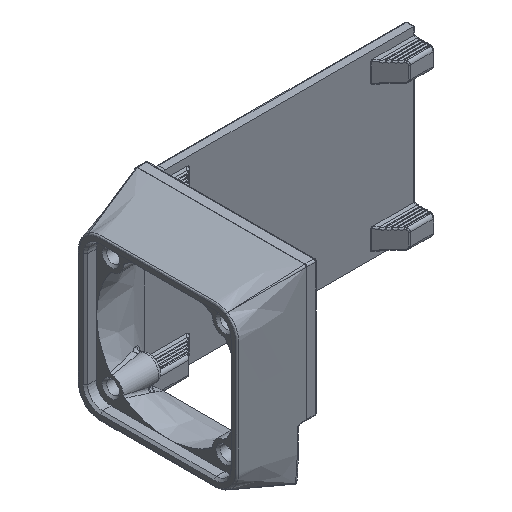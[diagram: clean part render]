
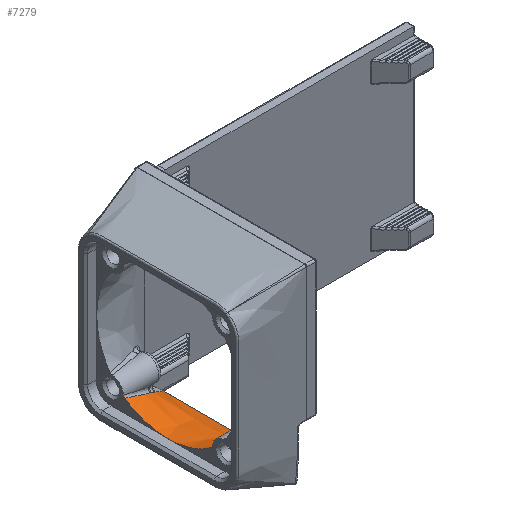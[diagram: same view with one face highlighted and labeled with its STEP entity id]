
A CAD part, isometric view. The second image highlights one B-rep face of the part: STEP entity #7279.
In plain terms, the highlighted free-form (B-spline) face has degree [3, 3] with [6, 4] control points.
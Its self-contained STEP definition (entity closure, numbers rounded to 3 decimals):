
#1295=FACE_OUTER_BOUND('',#1770,.T.);
#1770=EDGE_LOOP('',(#6348,#6349,#6350,#6351,#6352,#6353,#6354,#6355,#6356,
#6357,#6358));
#1997=B_SPLINE_CURVE_WITH_KNOTS('',3,(#15264,#15265,#15266,#15267),
 .UNSPECIFIED.,.F.,.F.,(4,4),(-0.073,-0.067),
 .UNSPECIFIED.);
#2098=B_SPLINE_CURVE_WITH_KNOTS('',3,(#18620,#18621,#18622,#18623,#18624,
#18625,#18626,#18627,#18628,#18629),.UNSPECIFIED.,.F.,.F.,(4,3,3,4),(-2.654,
-1.544,-0.805,-0.065),.UNSPECIFIED.);
#2104=B_SPLINE_CURVE_WITH_KNOTS('',3,(#18778,#18779,#18780,#18781),
 .UNSPECIFIED.,.F.,.F.,(4,4),(-0.818,0.021),
 .UNSPECIFIED.);
#2141=B_SPLINE_CURVE_WITH_KNOTS('',3,(#19317,#19318,#19319,#19320,#19321),
 .UNSPECIFIED.,.F.,.F.,(4,1,4),(-3.235,-1.635,0.),
 .UNSPECIFIED.);
#2156=B_SPLINE_CURVE_WITH_KNOTS('',3,(#19476,#19477,#19478,#19479),
 .UNSPECIFIED.,.F.,.F.,(4,4),(-2.587,-1.742),
 .UNSPECIFIED.);
#2200=B_SPLINE_CURVE_WITH_KNOTS('',3,(#20629,#20630,#20631,#20632),
 .UNSPECIFIED.,.F.,.F.,(4,4),(0.228,0.365),
 .UNSPECIFIED.);
#2205=B_SPLINE_CURVE_WITH_KNOTS('',3,(#20735,#20736,#20737,#20738),
 .UNSPECIFIED.,.F.,.F.,(4,4),(-1.04,-0.977),
 .UNSPECIFIED.);
#2206=B_SPLINE_CURVE_WITH_KNOTS('',3,(#20739,#20740,#20741,#20742,#20743),
 .UNSPECIFIED.,.F.,.F.,(4,1,4),(-0.895,-0.389,0.),
 .UNSPECIFIED.);
#2207=B_SPLINE_CURVE_WITH_KNOTS('',3,(#20745,#20746,#20747,#20748,#20749),
 .UNSPECIFIED.,.F.,.F.,(4,1,4),(-0.895,-0.376,0.),
 .UNSPECIFIED.);
#2208=B_SPLINE_CURVE_WITH_KNOTS('',3,(#20751,#20752,#20753,#20754),
 .UNSPECIFIED.,.F.,.F.,(4,4),(-1.583,-1.521),
 .UNSPECIFIED.);
#2209=B_SPLINE_CURVE_WITH_KNOTS('',3,(#20755,#20756,#20757,#20758),
 .UNSPECIFIED.,.F.,.F.,(4,4),(0.356,0.493),
 .UNSPECIFIED.);
#2931=VERTEX_POINT('',#15258);
#2932=VERTEX_POINT('',#15263);
#3092=VERTEX_POINT('',#18590);
#3093=VERTEX_POINT('',#18619);
#3113=VERTEX_POINT('',#18773);
#3142=VERTEX_POINT('',#19280);
#3157=VERTEX_POINT('',#19475);
#3204=VERTEX_POINT('',#20620);
#3208=VERTEX_POINT('',#20734);
#3209=VERTEX_POINT('',#20744);
#3210=VERTEX_POINT('',#20750);
#3773=EDGE_CURVE('',#2932,#2931,#1997,.T.);
#4056=EDGE_CURVE('',#3093,#3092,#2098,.T.);
#4101=EDGE_CURVE('',#3113,#2931,#2104,.T.);
#4141=EDGE_CURVE('',#2932,#3142,#2141,.T.);
#4162=EDGE_CURVE('',#3142,#3157,#2156,.T.);
#4274=EDGE_CURVE('',#3204,#3113,#2200,.T.);
#4279=EDGE_CURVE('',#3208,#3204,#2205,.T.);
#4280=EDGE_CURVE('',#3093,#3208,#2206,.T.);
#4281=EDGE_CURVE('',#3209,#3092,#2207,.T.);
#4282=EDGE_CURVE('',#3210,#3209,#2208,.T.);
#4283=EDGE_CURVE('',#3157,#3210,#2209,.T.);
#6348=ORIENTED_EDGE('',*,*,#3773,.T.);
#6349=ORIENTED_EDGE('',*,*,#4101,.F.);
#6350=ORIENTED_EDGE('',*,*,#4274,.F.);
#6351=ORIENTED_EDGE('',*,*,#4279,.F.);
#6352=ORIENTED_EDGE('',*,*,#4280,.F.);
#6353=ORIENTED_EDGE('',*,*,#4056,.T.);
#6354=ORIENTED_EDGE('',*,*,#4281,.F.);
#6355=ORIENTED_EDGE('',*,*,#4282,.F.);
#6356=ORIENTED_EDGE('',*,*,#4283,.F.);
#6357=ORIENTED_EDGE('',*,*,#4162,.F.);
#6358=ORIENTED_EDGE('',*,*,#4141,.F.);
#6825=B_SPLINE_SURFACE_WITH_KNOTS('',3,3,((#20710,#20711,#20712,#20713),
(#20714,#20715,#20716,#20717),(#20718,#20719,#20720,#20721),(#20722,#20723,
#20724,#20725),(#20726,#20727,#20728,#20729),(#20730,#20731,#20732,#20733)),
 .UNSPECIFIED.,.F.,.F.,.F.,(4,1,1,4),(4,4),(0.063,0.438,
0.687,0.937),(0.009,0.833),
 .UNSPECIFIED.);
#7279=ADVANCED_FACE('',(#1295),#6825,.F.);
#15258=CARTESIAN_POINT('',(86.916,-40.557,4.441));
#15263=CARTESIAN_POINT('',(86.954,-40.54,4.407));
#15264=CARTESIAN_POINT('Ctrl Pts',(86.954,-40.54,4.407));
#15265=CARTESIAN_POINT('Ctrl Pts',(86.941,-40.545,4.418));
#15266=CARTESIAN_POINT('Ctrl Pts',(86.929,-40.551,4.43));
#15267=CARTESIAN_POINT('Ctrl Pts',(86.916,-40.557,4.441));
#18590=CARTESIAN_POINT('',(72.122,-68.874,12.004));
#18619=CARTESIAN_POINT('',(72.122,-44.537,12.004));
#18620=CARTESIAN_POINT('Ctrl Pts',(72.122,-44.537,12.004));
#18621=CARTESIAN_POINT('Ctrl Pts',(72.122,-47.564,9.941));
#18622=CARTESIAN_POINT('Ctrl Pts',(72.122,-51.165,8.666));
#18623=CARTESIAN_POINT('Ctrl Pts',(72.122,-54.855,8.35));
#18624=CARTESIAN_POINT('Ctrl Pts',(72.122,-57.316,8.139));
#18625=CARTESIAN_POINT('Ctrl Pts',(72.122,-59.816,8.355));
#18626=CARTESIAN_POINT('Ctrl Pts',(72.122,-62.201,8.977));
#18627=CARTESIAN_POINT('Ctrl Pts',(72.122,-64.586,9.6));
#18628=CARTESIAN_POINT('Ctrl Pts',(72.122,-66.856,10.629));
#18629=CARTESIAN_POINT('Ctrl Pts',(72.122,-68.874,12.004));
#18773=CARTESIAN_POINT('',(81.756,-43.39,8.117));
#18778=CARTESIAN_POINT('Ctrl Pts',(81.756,-43.39,8.117));
#18779=CARTESIAN_POINT('Ctrl Pts',(83.678,-42.84,7.004));
#18780=CARTESIAN_POINT('Ctrl Pts',(85.382,-41.816,5.793));
#18781=CARTESIAN_POINT('Ctrl Pts',(86.916,-40.557,4.441));
#19280=CARTESIAN_POINT('',(86.954,-72.886,4.407));
#19317=CARTESIAN_POINT('Ctrl Pts',(86.954,-40.54,4.407));
#19318=CARTESIAN_POINT('Ctrl Pts',(86.931,-45.874,4.41));
#19319=CARTESIAN_POINT('Ctrl Pts',(86.898,-56.655,4.408));
#19320=CARTESIAN_POINT('Ctrl Pts',(86.931,-67.437,4.41));
#19321=CARTESIAN_POINT('Ctrl Pts',(86.954,-72.886,4.407));
#19475=CARTESIAN_POINT('',(81.756,-70.021,8.117));
#19476=CARTESIAN_POINT('Ctrl Pts',(86.953,-72.885,4.406));
#19477=CARTESIAN_POINT('Ctrl Pts',(85.406,-71.61,5.768));
#19478=CARTESIAN_POINT('Ctrl Pts',(83.693,-70.575,6.995));
#19479=CARTESIAN_POINT('Ctrl Pts',(81.756,-70.021,8.117));
#20620=CARTESIAN_POINT('',(80.636,-43.653,8.745));
#20629=CARTESIAN_POINT('Ctrl Pts',(80.636,-43.65,8.745));
#20630=CARTESIAN_POINT('Ctrl Pts',(81.015,-43.738,8.504));
#20631=CARTESIAN_POINT('Ctrl Pts',(81.43,-43.634,8.281));
#20632=CARTESIAN_POINT('Ctrl Pts',(81.756,-43.39,8.117));
#20710=CARTESIAN_POINT('Ctrl Pts',(86.954,-38.021,4.416));
#20711=CARTESIAN_POINT('Ctrl Pts',(82.01,-41.806,9.051));
#20712=CARTESIAN_POINT('Ctrl Pts',(77.066,-43.929,11.359));
#20713=CARTESIAN_POINT('Ctrl Pts',(72.122,-44.537,12.004));
#20714=CARTESIAN_POINT('Ctrl Pts',(86.954,-43.355,4.396));
#20715=CARTESIAN_POINT('Ctrl Pts',(82.01,-45.927,8.434));
#20716=CARTESIAN_POINT('Ctrl Pts',(77.066,-47.208,9.649));
#20717=CARTESIAN_POINT('Ctrl Pts',(72.122,-47.564,9.941));
#20718=CARTESIAN_POINT('Ctrl Pts',(86.954,-52.255,4.377));
#20719=CARTESIAN_POINT('Ctrl Pts',(82.01,-53.087,7.845));
#20720=CARTESIAN_POINT('Ctrl Pts',(77.066,-53.462,7.897));
#20721=CARTESIAN_POINT('Ctrl Pts',(72.122,-53.565,7.816));
#20722=CARTESIAN_POINT('Ctrl Pts',(86.954,-64.717,4.384));
#20723=CARTESIAN_POINT('Ctrl Pts',(82.01,-63.207,8.051));
#20724=CARTESIAN_POINT('Ctrl Pts',(77.066,-62.509,8.518));
#20725=CARTESIAN_POINT('Ctrl Pts',(72.122,-62.316,8.571));
#20726=CARTESIAN_POINT('Ctrl Pts',(86.954,-71.834,4.403));
#20727=CARTESIAN_POINT('Ctrl Pts',(82.01,-68.858,8.64));
#20728=CARTESIAN_POINT('Ctrl Pts',(77.066,-67.297,10.218));
#20729=CARTESIAN_POINT('Ctrl Pts',(72.122,-66.856,10.629));
#20730=CARTESIAN_POINT('Ctrl Pts',(86.954,-75.39,4.416));
#20731=CARTESIAN_POINT('Ctrl Pts',(82.01,-71.605,9.051));
#20732=CARTESIAN_POINT('Ctrl Pts',(77.066,-69.482,11.359));
#20733=CARTESIAN_POINT('Ctrl Pts',(72.122,-68.874,12.004));
#20734=CARTESIAN_POINT('',(80.188,-43.727,8.987));
#20735=CARTESIAN_POINT('Ctrl Pts',(80.188,-43.727,8.987));
#20736=CARTESIAN_POINT('Ctrl Pts',(80.338,-43.705,8.907));
#20737=CARTESIAN_POINT('Ctrl Pts',(80.488,-43.68,8.826));
#20738=CARTESIAN_POINT('Ctrl Pts',(80.636,-43.653,8.745));
#20739=CARTESIAN_POINT('Ctrl Pts',(72.122,-44.537,12.004));
#20740=CARTESIAN_POINT('Ctrl Pts',(73.706,-44.588,11.631));
#20741=CARTESIAN_POINT('Ctrl Pts',(76.463,-44.635,10.644));
#20742=CARTESIAN_POINT('Ctrl Pts',(79.118,-44.157,9.497));
#20743=CARTESIAN_POINT('Ctrl Pts',(80.188,-43.727,8.987));
#20744=CARTESIAN_POINT('',(80.188,-69.684,8.987));
#20745=CARTESIAN_POINT('Ctrl Pts',(80.188,-69.684,8.987));
#20746=CARTESIAN_POINT('Ctrl Pts',(78.761,-69.111,9.667));
#20747=CARTESIAN_POINT('Ctrl Pts',(76.058,-68.786,10.814));
#20748=CARTESIAN_POINT('Ctrl Pts',(73.299,-68.837,11.727));
#20749=CARTESIAN_POINT('Ctrl Pts',(72.122,-68.874,12.004));
#20750=CARTESIAN_POINT('',(80.636,-69.758,8.745));
#20751=CARTESIAN_POINT('Ctrl Pts',(80.636,-69.758,8.745));
#20752=CARTESIAN_POINT('Ctrl Pts',(80.488,-69.731,8.826));
#20753=CARTESIAN_POINT('Ctrl Pts',(80.338,-69.706,8.907));
#20754=CARTESIAN_POINT('Ctrl Pts',(80.188,-69.684,8.987));
#20755=CARTESIAN_POINT('Ctrl Pts',(81.756,-70.021,8.117));
#20756=CARTESIAN_POINT('Ctrl Pts',(81.43,-69.777,8.282));
#20757=CARTESIAN_POINT('Ctrl Pts',(81.015,-69.673,8.504));
#20758=CARTESIAN_POINT('Ctrl Pts',(80.636,-69.761,8.745));
